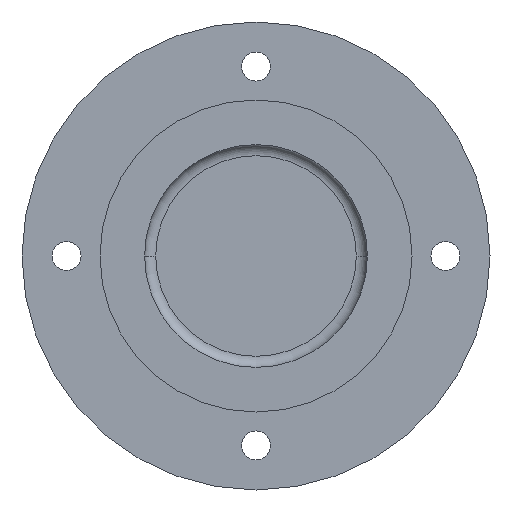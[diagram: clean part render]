
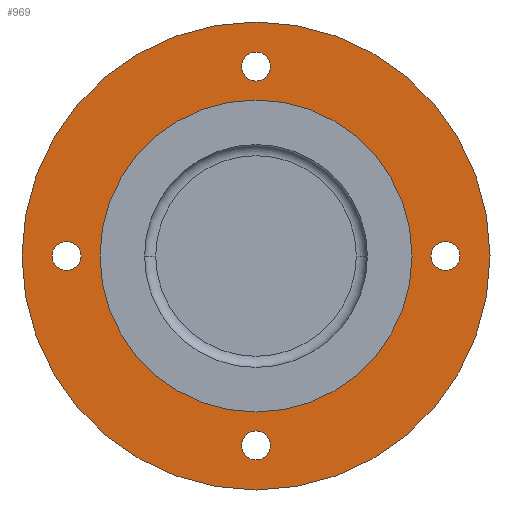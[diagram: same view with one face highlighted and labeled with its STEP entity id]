
A CAD part, front view. The second image highlights one B-rep face of the part: STEP entity #969.
In plain terms, the highlighted planar face has unit normal (0, -1, 0).
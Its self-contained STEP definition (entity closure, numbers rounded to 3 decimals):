
#44=CARTESIAN_POINT('',(0.,15.,0.));
#45=DIRECTION('',(0.,1.,0.));
#46=DIRECTION('',(0.,0.,1.));
#47=AXIS2_PLACEMENT_3D('',#44,#45,#46);
#49=CARTESIAN_POINT('',(0.,15.,0.));
#50=DIRECTION('',(0.,1.,0.));
#51=DIRECTION('',(0.,0.,-1.));
#52=AXIS2_PLACEMENT_3D('',#49,#50,#51);
#54=CARTESIAN_POINT('',(85.,15.,0.));
#55=DIRECTION('',(0.,1.,0.));
#56=DIRECTION('',(1.,0.,0.));
#57=AXIS2_PLACEMENT_3D('',#54,#55,#56);
#59=CARTESIAN_POINT('',(85.,15.,0.));
#60=DIRECTION('',(0.,1.,0.));
#61=DIRECTION('',(-1.,0.,0.));
#62=AXIS2_PLACEMENT_3D('',#59,#60,#61);
#64=CARTESIAN_POINT('',(0.,15.,-85.));
#65=DIRECTION('',(0.,1.,0.));
#66=DIRECTION('',(0.,0.,-1.));
#67=AXIS2_PLACEMENT_3D('',#64,#65,#66);
#69=CARTESIAN_POINT('',(0.,15.,-85.));
#70=DIRECTION('',(0.,1.,0.));
#71=DIRECTION('',(0.,0.,1.));
#72=AXIS2_PLACEMENT_3D('',#69,#70,#71);
#74=CARTESIAN_POINT('',(-85.,15.,0.));
#75=DIRECTION('',(0.,1.,0.));
#76=DIRECTION('',(-1.,0.,0.));
#77=AXIS2_PLACEMENT_3D('',#74,#75,#76);
#79=CARTESIAN_POINT('',(-85.,15.,0.));
#80=DIRECTION('',(0.,1.,0.));
#81=DIRECTION('',(1.,0.,0.));
#82=AXIS2_PLACEMENT_3D('',#79,#80,#81);
#84=CARTESIAN_POINT('',(0.,15.,85.));
#85=DIRECTION('',(0.,1.,0.));
#86=DIRECTION('',(0.,0.,1.));
#87=AXIS2_PLACEMENT_3D('',#84,#85,#86);
#89=CARTESIAN_POINT('',(0.,15.,85.));
#90=DIRECTION('',(0.,1.,0.));
#91=DIRECTION('',(0.,0.,-1.));
#92=AXIS2_PLACEMENT_3D('',#89,#90,#91);
#94=CARTESIAN_POINT('',(0.,15.,0.));
#95=DIRECTION('',(0.,1.,0.));
#96=DIRECTION('',(1.,0.,0.));
#97=AXIS2_PLACEMENT_3D('',#94,#95,#96);
#103=CARTESIAN_POINT('',(0.,15.,0.));
#104=DIRECTION('',(0.,1.,0.));
#105=DIRECTION('',(-1.,0.,0.));
#106=AXIS2_PLACEMENT_3D('',#103,#104,#105);
#708=CARTESIAN_POINT('',(0.,15.,70.));
#709=CARTESIAN_POINT('',(0.,15.,-70.));
#710=VERTEX_POINT('',#708);
#711=VERTEX_POINT('',#709);
#716=CARTESIAN_POINT('',(105.,15.,0.));
#717=CARTESIAN_POINT('',(-105.,15.,0.));
#718=VERTEX_POINT('',#716);
#719=VERTEX_POINT('',#717);
#792=CARTESIAN_POINT('',(91.5,15.,0.));
#793=CARTESIAN_POINT('',(78.5,15.,0.));
#794=VERTEX_POINT('',#792);
#795=VERTEX_POINT('',#793);
#808=CARTESIAN_POINT('',(0.,15.,-91.5));
#809=CARTESIAN_POINT('',(0.,15.,-78.5));
#810=VERTEX_POINT('',#808);
#811=VERTEX_POINT('',#809);
#824=CARTESIAN_POINT('',(-91.5,15.,0.));
#825=CARTESIAN_POINT('',(-78.5,15.,0.));
#826=VERTEX_POINT('',#824);
#827=VERTEX_POINT('',#825);
#840=CARTESIAN_POINT('',(0.,15.,91.5));
#841=CARTESIAN_POINT('',(0.,15.,78.5));
#842=VERTEX_POINT('',#840);
#843=VERTEX_POINT('',#841);
#930=CARTESIAN_POINT('',(0.,15.,0.));
#931=DIRECTION('',(0.,-1.,0.));
#932=DIRECTION('',(0.,0.,1.));
#933=AXIS2_PLACEMENT_3D('',#930,#931,#932);
#934=PLANE('',#933);
#936=ORIENTED_EDGE('',*,*,#935,.T.);
#938=ORIENTED_EDGE('',*,*,#937,.T.);
#939=EDGE_LOOP('',(#936,#938));
#940=FACE_OUTER_BOUND('',#939,.F.);
#941=ORIENTED_EDGE('',*,*,#910,.F.);
#942=ORIENTED_EDGE('',*,*,#924,.F.);
#943=EDGE_LOOP('',(#941,#942));
#944=FACE_BOUND('',#943,.F.);
#946=ORIENTED_EDGE('',*,*,#945,.F.);
#948=ORIENTED_EDGE('',*,*,#947,.F.);
#949=EDGE_LOOP('',(#946,#948));
#950=FACE_BOUND('',#949,.F.);
#952=ORIENTED_EDGE('',*,*,#951,.F.);
#954=ORIENTED_EDGE('',*,*,#953,.F.);
#955=EDGE_LOOP('',(#952,#954));
#956=FACE_BOUND('',#955,.F.);
#958=ORIENTED_EDGE('',*,*,#957,.F.);
#960=ORIENTED_EDGE('',*,*,#959,.F.);
#961=EDGE_LOOP('',(#958,#960));
#962=FACE_BOUND('',#961,.F.);
#964=ORIENTED_EDGE('',*,*,#963,.F.);
#966=ORIENTED_EDGE('',*,*,#965,.F.);
#967=EDGE_LOOP('',(#964,#966));
#968=FACE_BOUND('',#967,.F.);
#48=CIRCLE('',#47,70.);
#53=CIRCLE('',#52,70.);
#58=CIRCLE('',#57,6.5);
#63=CIRCLE('',#62,6.5);
#68=CIRCLE('',#67,6.5);
#73=CIRCLE('',#72,6.5);
#78=CIRCLE('',#77,6.5);
#83=CIRCLE('',#82,6.5);
#88=CIRCLE('',#87,6.5);
#93=CIRCLE('',#92,6.5);
#98=CIRCLE('',#97,105.);
#107=CIRCLE('',#106,105.);
#910=EDGE_CURVE('',#710,#711,#48,.T.);
#924=EDGE_CURVE('',#711,#710,#53,.T.);
#935=EDGE_CURVE('',#718,#719,#98,.T.);
#937=EDGE_CURVE('',#719,#718,#107,.T.);
#945=EDGE_CURVE('',#794,#795,#58,.T.);
#947=EDGE_CURVE('',#795,#794,#63,.T.);
#951=EDGE_CURVE('',#810,#811,#68,.T.);
#953=EDGE_CURVE('',#811,#810,#73,.T.);
#957=EDGE_CURVE('',#826,#827,#78,.T.);
#959=EDGE_CURVE('',#827,#826,#83,.T.);
#963=EDGE_CURVE('',#842,#843,#88,.T.);
#965=EDGE_CURVE('',#843,#842,#93,.T.);
#969=ADVANCED_FACE('',(#940,#944,#950,#956,#962,#968),#934,.T.);
